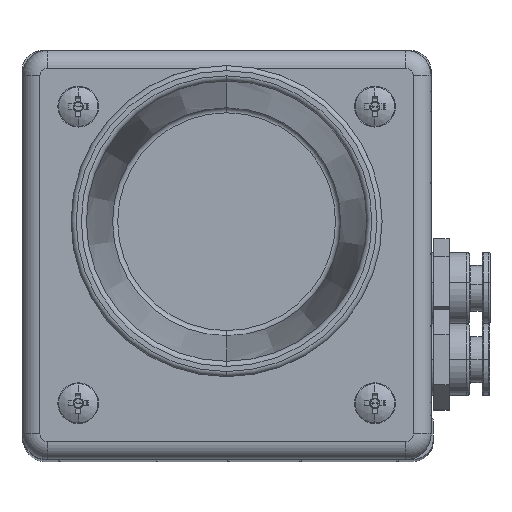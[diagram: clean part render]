
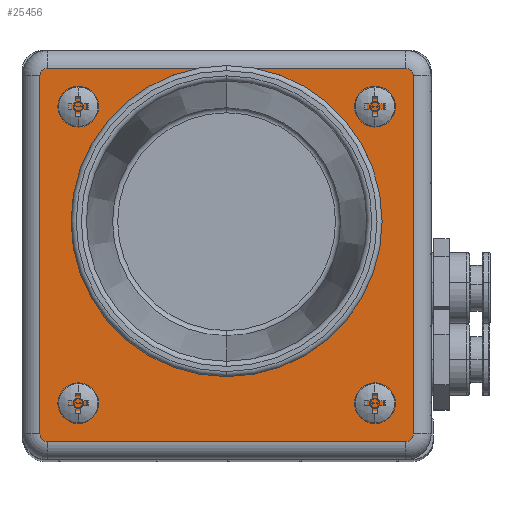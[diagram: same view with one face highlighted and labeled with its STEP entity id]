
A CAD part, top view. The second image highlights one B-rep face of the part: STEP entity #25456.
In plain terms, the highlighted planar face has unit normal (0, 0, 1).
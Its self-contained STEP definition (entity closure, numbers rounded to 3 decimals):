
#163 = VECTOR ( 'NONE', #38676, 1000. ) ;
#1057 = CARTESIAN_POINT ( 'NONE',  ( -286.267, -55.325, 126.034 ) ) ;
#1200 = ORIENTED_EDGE ( 'NONE', *, *, #32253, .T. ) ;
#2546 = LINE ( 'NONE', #10105, #21223 ) ;
#3355 = CARTESIAN_POINT ( 'NONE',  ( -286.267, -55.325, 126.034 ) ) ;
#3603 = CARTESIAN_POINT ( 'NONE',  ( -214.767, -55.325, 126.034 ) ) ;
#3780 = ORIENTED_EDGE ( 'NONE', *, *, #24378, .T. ) ;
#5650 = ORIENTED_EDGE ( 'NONE', *, *, #8700, .T. ) ;
#5988 = CIRCLE ( 'NONE', #18136, 1.5 ) ;
#6402 = DIRECTION ( 'NONE',  ( 1., 0., 0. ) ) ;
#6752 = AXIS2_PLACEMENT_3D ( 'NONE', #32214, #9942, #35938 ) ;
#6963 = VERTEX_POINT ( 'NONE', #1057 ) ;
#7393 = DIRECTION ( 'NONE',  ( 1., 0., 0. ) ) ;
#8388 = DIRECTION ( 'NONE',  ( 0., 0., 1. ) ) ;
#8700 = EDGE_CURVE ( 'NONE', #6963, #34017, #5988, .T. ) ;
#9942 = DIRECTION ( 'NONE',  ( 0., 0., 1. ) ) ;
#10105 = CARTESIAN_POINT ( 'NONE',  ( -213.267, 14.675, 126.034 ) ) ;
#11467 = AXIS2_PLACEMENT_3D ( 'NONE', #3603, #29660, #7393 ) ;
#11938 = CIRCLE ( 'NONE', #11467, 1.5 ) ;
#13671 = ORIENTED_EDGE ( 'NONE', *, *, #28669, .T. ) ;
#15940 = LINE ( 'NONE', #33251, #34500 ) ;
#17504 = CARTESIAN_POINT ( 'NONE',  ( -214.767, -55.325, 126.034 ) ) ;
#17537 = AXIS2_PLACEMENT_3D ( 'NONE', #21607, #47487, #25330 ) ;
#18136 = AXIS2_PLACEMENT_3D ( 'NONE', #30665, #8388, #34363 ) ;
#19961 = FACE_OUTER_BOUND ( 'NONE', #47252, .T. ) ;
#21223 = VECTOR ( 'NONE', #32378, 1000. ) ;
#21246 = EDGE_CURVE ( 'NONE', #36111, #34941, #2546, .T. ) ;
#21607 = CARTESIAN_POINT ( 'NONE',  ( -284.767, 14.675, 126.034 ) ) ;
#21703 = ORIENTED_EDGE ( 'NONE', *, *, #21246, .T. ) ;
#23265 = VERTEX_POINT ( 'NONE', #47814 ) ;
#24378 = EDGE_CURVE ( 'NONE', #34807, #37176, #29867, .T. ) ;
#24768 = ORIENTED_EDGE ( 'NONE', *, *, #37632, .T. ) ;
#24964 = PLANE ( 'NONE',  #26008 ) ;
#25330 = DIRECTION ( 'NONE',  ( 1., 0., 0. ) ) ;
#25456 = ADVANCED_FACE ( 'NONE', ( #19961 ), #24964, .T. ) ;
#26008 = AXIS2_PLACEMENT_3D ( 'NONE', #17504, #28715, #6402 ) ;
#26093 = ORIENTED_EDGE ( 'NONE', *, *, #36661, .T. ) ;
#27709 = CARTESIAN_POINT ( 'NONE',  ( -214.767, 16.175, 126.034 ) ) ;
#28306 = ORIENTED_EDGE ( 'NONE', *, *, #44628, .T. ) ;
#28638 = CARTESIAN_POINT ( 'NONE',  ( -213.267, 14.675, 126.034 ) ) ;
#28669 = EDGE_CURVE ( 'NONE', #23265, #6963, #43713, .T. ) ;
#28715 = DIRECTION ( 'NONE',  ( 0., 0., 1. ) ) ;
#28797 = CARTESIAN_POINT ( 'NONE',  ( -214.767, -56.825, 126.034 ) ) ;
#29425 = DIRECTION ( 'NONE',  ( 0., -1., 0. ) ) ;
#29660 = DIRECTION ( 'NONE',  ( 0., 0., 1. ) ) ;
#29867 = LINE ( 'NONE', #34979, #163 ) ;
#30015 = CIRCLE ( 'NONE', #6752, 1.5 ) ;
#30665 = CARTESIAN_POINT ( 'NONE',  ( -284.767, -55.325, 126.034 ) ) ;
#32117 = CARTESIAN_POINT ( 'NONE',  ( -284.767, -56.825, 126.034 ) ) ;
#32214 = CARTESIAN_POINT ( 'NONE',  ( -214.767, 14.675, 126.034 ) ) ;
#32253 = EDGE_CURVE ( 'NONE', #37176, #23265, #40567, .T. ) ;
#32378 = DIRECTION ( 'NONE',  ( 0., 1., 0. ) ) ;
#33251 = CARTESIAN_POINT ( 'NONE',  ( -214.767, -56.825, 126.034 ) ) ;
#34017 = VERTEX_POINT ( 'NONE', #32117 ) ;
#34363 = DIRECTION ( 'NONE',  ( 1., 0., 0. ) ) ;
#34500 = VECTOR ( 'NONE', #40852, 1000. ) ;
#34807 = VERTEX_POINT ( 'NONE', #27709 ) ;
#34941 = VERTEX_POINT ( 'NONE', #28638 ) ;
#34979 = CARTESIAN_POINT ( 'NONE',  ( -284.767, 16.175, 126.034 ) ) ;
#35938 = DIRECTION ( 'NONE',  ( 1., 0., 0. ) ) ;
#36111 = VERTEX_POINT ( 'NONE', #43087 ) ;
#36661 = EDGE_CURVE ( 'NONE', #34941, #34807, #30015, .T. ) ;
#37176 = VERTEX_POINT ( 'NONE', #47634 ) ;
#37632 = EDGE_CURVE ( 'NONE', #42190, #36111, #11938, .T. ) ;
#38676 = DIRECTION ( 'NONE',  ( -1., 0., 0. ) ) ;
#40567 = CIRCLE ( 'NONE', #17537, 1.5 ) ;
#40852 = DIRECTION ( 'NONE',  ( 1., 0., 0. ) ) ;
#42190 = VERTEX_POINT ( 'NONE', #28797 ) ;
#43087 = CARTESIAN_POINT ( 'NONE',  ( -213.267, -55.325, 126.034 ) ) ;
#43713 = LINE ( 'NONE', #3355, #44878 ) ;
#44628 = EDGE_CURVE ( 'NONE', #34017, #42190, #15940, .T. ) ;
#44878 = VECTOR ( 'NONE', #29425, 1000. ) ;
#47252 = EDGE_LOOP ( 'NONE', ( #5650, #28306, #24768, #21703, #26093, #3780, #1200, #13671 ) ) ;
#47487 = DIRECTION ( 'NONE',  ( 0., 0., 1. ) ) ;
#47634 = CARTESIAN_POINT ( 'NONE',  ( -284.767, 16.175, 126.034 ) ) ;
#47814 = CARTESIAN_POINT ( 'NONE',  ( -286.267, 14.675, 126.034 ) ) ;
